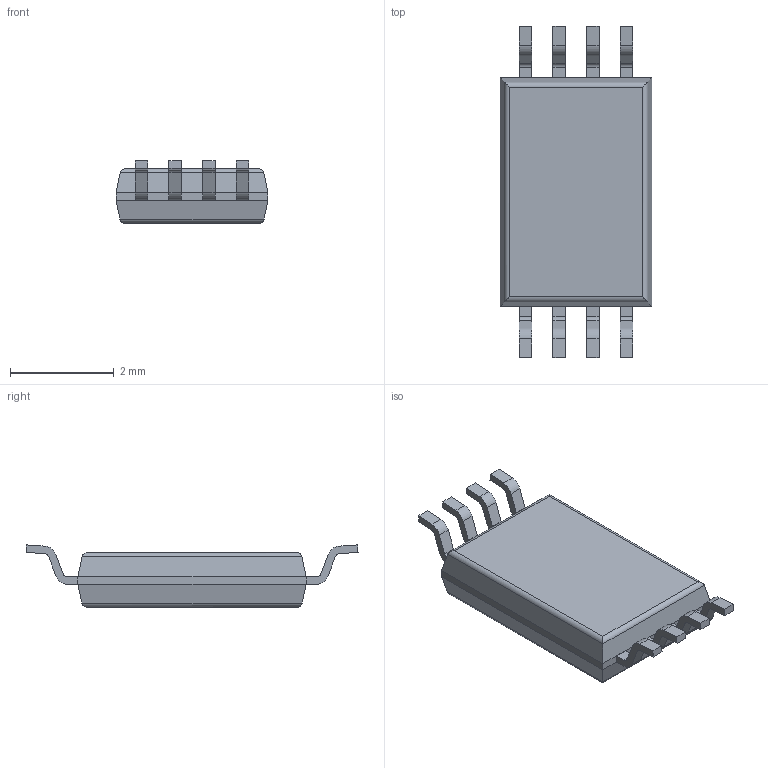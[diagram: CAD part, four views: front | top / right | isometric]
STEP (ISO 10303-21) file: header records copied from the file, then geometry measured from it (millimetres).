
FILE_DESCRIPTION (( 'STEP AP214' ), '1' );
FILE_NAME ('FS8205A_1.STEP', '2022-06-30T18:05:16', ( '' ), ( '' ), 'SwSTEP 2.0', 'SolidWorks 2021', '' );
FILE_SCHEMA (( 'AUTOMOTIVE_DESIGN' ));
Length unit declared in the file: millimetre
Products named in the file (2): FS8205A.step; FS8205A_1
Assembly tree (1 placements, depth 2):
  FS8205A_1
    FS8205A.step
Bounding box: 2.93 x 6.4 x 1.2 mm (x, y, z)
Volume: 13.2 mm3; surface area: 47.4 mm2
Topology: 10 solids, 10 shells, 141 faces, 344 edges, 224 vertices
Faces by surface type: plane 97, cylinder 44
Entity records: 4249 total; most frequent: CARTESIAN_POINT 737, DIRECTION 698, ORIENTED_EDGE 688, EDGE_CURVE 344, LINE 264, VECTOR 264, VERTEX_POINT 224, AXIS2_PLACEMENT_3D 217
